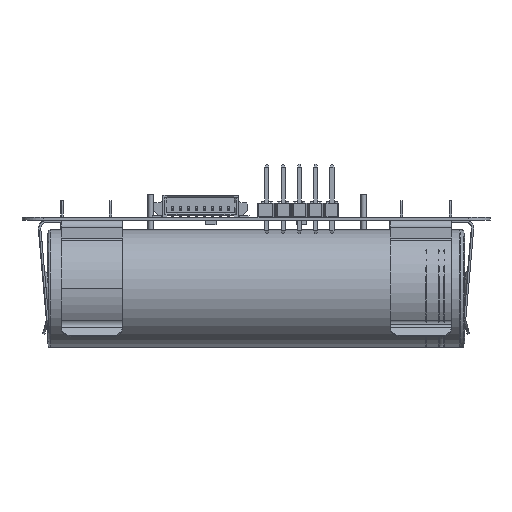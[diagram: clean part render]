
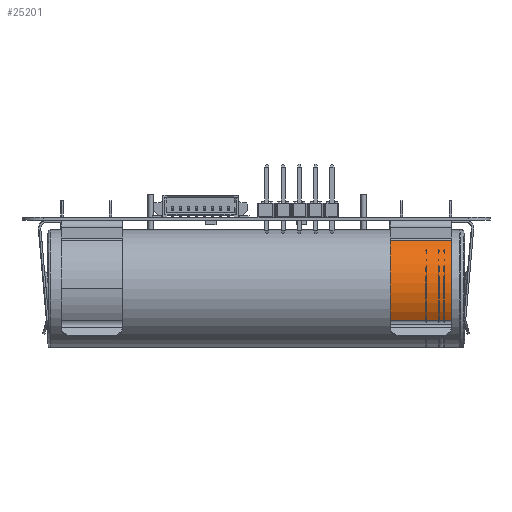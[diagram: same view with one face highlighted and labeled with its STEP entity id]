
A CAD part, left-side view. The second image highlights one B-rep face of the part: STEP entity #25201.
In plain terms, the highlighted cylindrical face has radius 9.305 mm (diameter 18.61 mm), a partial arc.
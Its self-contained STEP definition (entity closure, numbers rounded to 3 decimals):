
#25173 = VERTEX_POINT('',#25174);
#25174 = CARTESIAN_POINT('',(-5.738,3.186,-3.938)
  );
#25181 = EDGE_CURVE('',#25173,#25182,#25184,.T.);
#25182 = VERTEX_POINT('',#25183);
#25183 = CARTESIAN_POINT('',(-5.738,3.186,5.587)
  );
#25184 = LINE('',#25185,#25186);
#25185 = CARTESIAN_POINT('',(-5.738,3.186,-3.938)
  );
#25186 = VECTOR('',#25187,1.);
#25187 = DIRECTION('',(0.,0.,1.));
#25201 = ADVANCED_FACE('',(#25202),#25229,.T.);
#25202 = FACE_BOUND('',#25203,.T.);
#25203 = EDGE_LOOP('',(#25204,#25205,#25214,#25222));
#25204 = ORIENTED_EDGE('',*,*,#25181,.T.);
#25205 = ORIENTED_EDGE('',*,*,#25206,.F.);
#25206 = EDGE_CURVE('',#25207,#25182,#25209,.T.);
#25207 = VERTEX_POINT('',#25208);
#25208 = CARTESIAN_POINT('',(-7.925,15.713,5.587)
  );
#25209 = CIRCLE('',#25210,9.305);
#25210 = AXIS2_PLACEMENT_3D('',#25211,#25212,#25213);
#25211 = CARTESIAN_POINT('',(-0.139,10.618,5.587)
  );
#25212 = DIRECTION('',(0.,0.,1.));
#25213 = DIRECTION('',(1.,0.,0.));
#25214 = ORIENTED_EDGE('',*,*,#25215,.F.);
#25215 = EDGE_CURVE('',#25216,#25207,#25218,.T.);
#25216 = VERTEX_POINT('',#25217);
#25217 = CARTESIAN_POINT('',(-7.925,15.713,-3.938
    ));
#25218 = LINE('',#25219,#25220);
#25219 = CARTESIAN_POINT('',(-7.925,15.713,-3.938
    ));
#25220 = VECTOR('',#25221,1.);
#25221 = DIRECTION('',(0.,0.,1.));
#25222 = ORIENTED_EDGE('',*,*,#25223,.T.);
#25223 = EDGE_CURVE('',#25216,#25173,#25224,.T.);
#25224 = CIRCLE('',#25225,9.305);
#25225 = AXIS2_PLACEMENT_3D('',#25226,#25227,#25228);
#25226 = CARTESIAN_POINT('',(-0.139,10.618,-3.938
    ));
#25227 = DIRECTION('',(0.,0.,1.));
#25228 = DIRECTION('',(1.,0.,0.));
#25229 = CYLINDRICAL_SURFACE('',#25230,9.305);
#25230 = AXIS2_PLACEMENT_3D('',#25231,#25232,#25233);
#25231 = CARTESIAN_POINT('',(-0.139,10.618,-3.938
    ));
#25232 = DIRECTION('',(0.,0.,1.));
#25233 = DIRECTION('',(1.,0.,0.));
